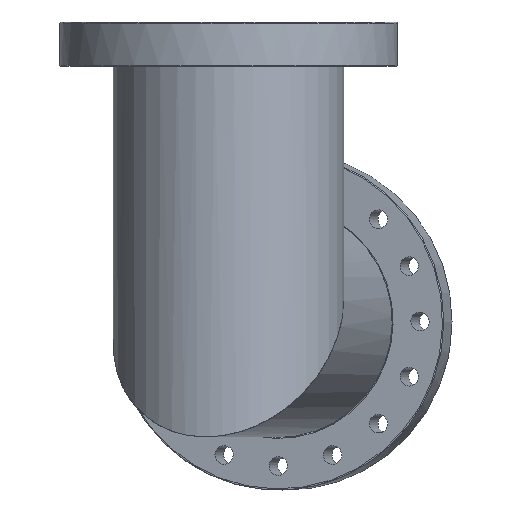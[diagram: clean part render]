
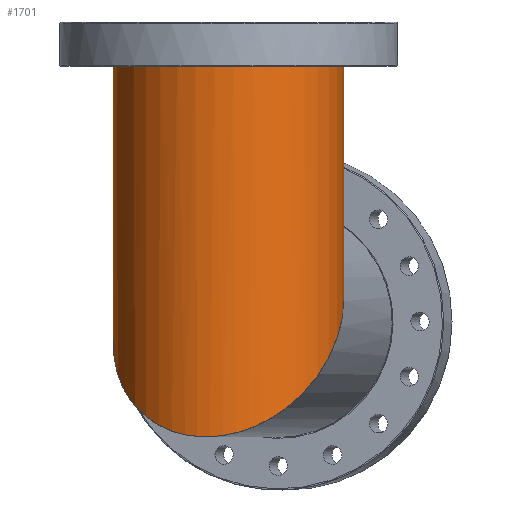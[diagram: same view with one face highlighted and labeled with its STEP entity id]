
A CAD part, front view. The second image highlights one B-rep face of the part: STEP entity #1701.
In plain terms, the highlighted cylindrical face has radius 52 mm (diameter 104 mm), a full revolution.
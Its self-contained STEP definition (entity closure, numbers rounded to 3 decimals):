
#1627=CARTESIAN_POINT('',(0.,-52.,396.));
#1628=VERTEX_POINT('',#1627);
#1629=CARTESIAN_POINT('',(0.,0.,448.));
#1630=DIRECTION('',(0.,0.707,-0.707));
#1631=DIRECTION('',(0.,-0.707,-0.707));
#1632=AXIS2_PLACEMENT_3D('',#1629,#1630,#1631);
#1633=ELLIPSE('',#1632,73.539,52.0);
#1634=EDGE_CURVE('',#1628,#1628,#1633,.T.);
#1655=CARTESIAN_POINT('',(51.001,-10.145,322.5));
#1656=VERTEX_POINT('',#1655);
#1657=CARTESIAN_POINT('',(0.,0.,322.5));
#1658=DIRECTION('',(0.0,0.0,1.0));
#1659=DIRECTION('',(-1.0,0.0,0.0));
#1660=AXIS2_PLACEMENT_3D('',#1657,#1658,#1659);
#1661=CIRCLE('',#1660,52.0);
#1662=EDGE_CURVE('',#1656,#1656,#1661,.T.);
#1690=CARTESIAN_POINT('',(0.,0.,0.));
#1691=DIRECTION('',(0.,0.,1.0));
#1692=DIRECTION('',(-1.0,0.0,0.0));
#1693=AXIS2_PLACEMENT_3D('',#1690,#1691,#1692);
#1694=CYLINDRICAL_SURFACE('',#1693,52.0);
#1695=ORIENTED_EDGE('',*,*,#1634,.T.);
#1696=EDGE_LOOP('',(#1695));
#1697=FACE_OUTER_BOUND('',#1696,.T.);
#1698=ORIENTED_EDGE('',*,*,#1662,.T.);
#1699=EDGE_LOOP('',(#1698));
#1700=FACE_BOUND('',#1699,.T.);
#1701=ADVANCED_FACE('',(#1697,#1700),#1694,.T.);
